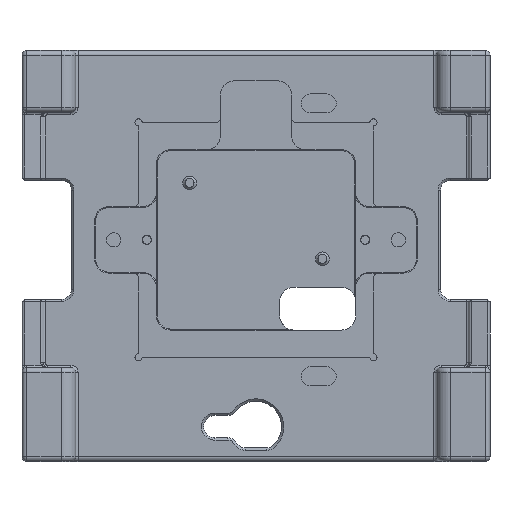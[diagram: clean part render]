
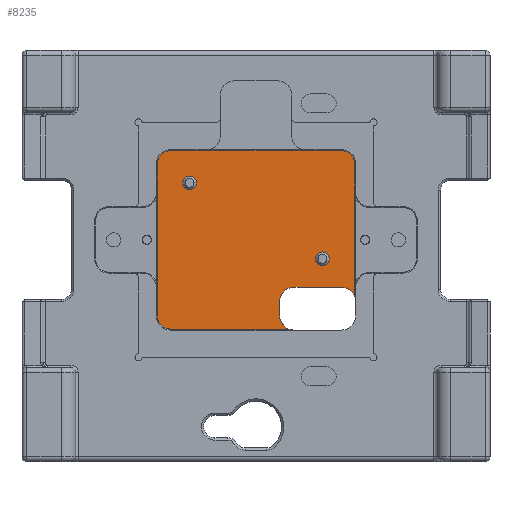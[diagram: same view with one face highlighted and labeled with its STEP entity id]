
A CAD part, front view. The second image highlights one B-rep face of the part: STEP entity #8235.
In plain terms, the highlighted planar face has unit normal (0, -1, 0).
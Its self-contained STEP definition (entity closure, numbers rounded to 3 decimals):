
#195=PLANE('',#9205);
#258=FACE_BOUND('',#1416,.T.);
#259=FACE_BOUND('',#1417,.T.);
#872=FACE_OUTER_BOUND('',#1415,.T.);
#1415=EDGE_LOOP('',(#7357,#7358,#7359,#7360,#7361,#7362,#7363,#7364,#7365,
#7366,#7367,#7368));
#1416=EDGE_LOOP('',(#7369));
#1417=EDGE_LOOP('',(#7370));
#1613=LINE('',#12826,#2228);
#1617=LINE('',#12835,#2232);
#2062=LINE('',#15650,#2677);
#2063=LINE('',#15654,#2678);
#2064=LINE('',#15658,#2679);
#2065=LINE('',#15661,#2680);
#2228=VECTOR('',#9904,1000.);
#2232=VECTOR('',#9910,1000.);
#2677=VECTOR('',#11685,1000.);
#2678=VECTOR('',#11688,1000.);
#2679=VECTOR('',#11691,1000.);
#2680=VECTOR('',#11694,1000.);
#2718=CIRCLE('',#8326,1.45);
#2719=CIRCLE('',#8328,1.45);
#2867=CIRCLE('',#8542,3.);
#2869=CIRCLE('',#8545,3.);
#2871=CIRCLE('',#8548,3.);
#3187=CIRCLE('',#9206,2.8);
#3188=CIRCLE('',#9207,2.8);
#3189=CIRCLE('',#9208,2.8);
#3242=VERTEX_POINT('',#11949);
#3243=VERTEX_POINT('',#11953);
#3478=VERTEX_POINT('',#12824);
#3479=VERTEX_POINT('',#12825);
#3482=VERTEX_POINT('',#12833);
#3483=VERTEX_POINT('',#12834);
#3486=VERTEX_POINT('',#12842);
#3489=VERTEX_POINT('',#12858);
#3948=VERTEX_POINT('',#15649);
#3949=VERTEX_POINT('',#15651);
#3950=VERTEX_POINT('',#15653);
#3951=VERTEX_POINT('',#15655);
#3952=VERTEX_POINT('',#15657);
#3953=VERTEX_POINT('',#15659);
#3985=EDGE_CURVE('',#3242,#3242,#2718,.T.);
#3987=EDGE_CURVE('',#3243,#3243,#2719,.T.);
#4278=EDGE_CURVE('',#3478,#3479,#1613,.T.);
#4282=EDGE_CURVE('',#3482,#3483,#1617,.T.);
#4286=EDGE_CURVE('',#3486,#3482,#2867,.T.);
#4290=EDGE_CURVE('',#3483,#3478,#2869,.T.);
#4292=EDGE_CURVE('',#3479,#3489,#2871,.T.);
#5109=EDGE_CURVE('',#3489,#3948,#2062,.T.);
#5110=EDGE_CURVE('',#3948,#3949,#3187,.T.);
#5111=EDGE_CURVE('',#3949,#3950,#2063,.T.);
#5112=EDGE_CURVE('',#3950,#3951,#3188,.T.);
#5113=EDGE_CURVE('',#3951,#3952,#2064,.T.);
#5114=EDGE_CURVE('',#3952,#3953,#3189,.T.);
#5115=EDGE_CURVE('',#3953,#3486,#2065,.T.);
#7357=ORIENTED_EDGE('',*,*,#4292,.T.);
#7358=ORIENTED_EDGE('',*,*,#5109,.T.);
#7359=ORIENTED_EDGE('',*,*,#5110,.T.);
#7360=ORIENTED_EDGE('',*,*,#5111,.T.);
#7361=ORIENTED_EDGE('',*,*,#5112,.T.);
#7362=ORIENTED_EDGE('',*,*,#5113,.T.);
#7363=ORIENTED_EDGE('',*,*,#5114,.T.);
#7364=ORIENTED_EDGE('',*,*,#5115,.T.);
#7365=ORIENTED_EDGE('',*,*,#4286,.T.);
#7366=ORIENTED_EDGE('',*,*,#4282,.T.);
#7367=ORIENTED_EDGE('',*,*,#4290,.T.);
#7368=ORIENTED_EDGE('',*,*,#4278,.T.);
#7369=ORIENTED_EDGE('',*,*,#3987,.F.);
#7370=ORIENTED_EDGE('',*,*,#3985,.F.);
#8235=ADVANCED_FACE('',(#872,#258,#259),#195,.T.);
#8326=AXIS2_PLACEMENT_3D('',#11951,#9348,#9349);
#8328=AXIS2_PLACEMENT_3D('',#11955,#9353,#9354);
#8542=AXIS2_PLACEMENT_3D('',#12843,#9916,#9917);
#8545=AXIS2_PLACEMENT_3D('',#12855,#9923,#9924);
#8548=AXIS2_PLACEMENT_3D('',#12859,#9929,#9930);
#9205=AXIS2_PLACEMENT_3D('',#15648,#11683,#11684);
#9206=AXIS2_PLACEMENT_3D('',#15652,#11686,#11687);
#9207=AXIS2_PLACEMENT_3D('',#15656,#11689,#11690);
#9208=AXIS2_PLACEMENT_3D('',#15660,#11692,#11693);
#9348=DIRECTION('center_axis',(0.,-1.,0.));
#9349=DIRECTION('ref_axis',(0.,0.,-1.));
#9353=DIRECTION('center_axis',(0.,-1.,0.));
#9354=DIRECTION('ref_axis',(0.,0.,-1.));
#9904=DIRECTION('',(1.,0.,0.));
#9910=DIRECTION('',(0.,0.,1.));
#9916=DIRECTION('center_axis',(0.,1.,0.));
#9917=DIRECTION('ref_axis',(0.,0.,-1.));
#9923=DIRECTION('center_axis',(0.,1.,0.));
#9924=DIRECTION('ref_axis',(0.,0.,-1.));
#9929=DIRECTION('center_axis',(0.,1.,0.));
#9930=DIRECTION('ref_axis',(0.,0.,-1.));
#11683=DIRECTION('center_axis',(0.,-1.,0.));
#11684=DIRECTION('ref_axis',(0.,0.,-1.));
#11685=DIRECTION('',(0.,0.,1.));
#11686=DIRECTION('center_axis',(0.,-1.,0.));
#11687=DIRECTION('ref_axis',(0.,0.,-1.));
#11688=DIRECTION('',(-1.,0.,0.));
#11689=DIRECTION('center_axis',(0.,-1.,0.));
#11690=DIRECTION('ref_axis',(0.,0.,-1.));
#11691=DIRECTION('',(0.,0.,-1.));
#11692=DIRECTION('center_axis',(0.,-1.,0.));
#11693=DIRECTION('ref_axis',(0.,0.,-1.));
#11694=DIRECTION('',(1.,0.,0.));
#11949=CARTESIAN_POINT('',(14.,-3.2,-2.55));
#11951=CARTESIAN_POINT('Origin',(14.,-3.2,-4.));
#11953=CARTESIAN_POINT('',(-14.,-3.2,13.45));
#11955=CARTESIAN_POINT('Origin',(-14.,-3.2,12.));
#12824=CARTESIAN_POINT('',(8.,-3.2,-10.));
#12825=CARTESIAN_POINT('',(18.,-3.2,-10.));
#12826=CARTESIAN_POINT('',(21.,-3.2,-10.));
#12833=CARTESIAN_POINT('',(5.,-3.2,-16.));
#12834=CARTESIAN_POINT('',(5.,-3.2,-13.));
#12835=CARTESIAN_POINT('',(5.,-3.2,-19.));
#12842=CARTESIAN_POINT('',(6.923,-3.2,-18.8));
#12843=CARTESIAN_POINT('Origin',(8.,-3.2,-16.));
#12855=CARTESIAN_POINT('Origin',(8.,-3.2,-13.));
#12858=CARTESIAN_POINT('',(20.8,-3.2,-11.923));
#12859=CARTESIAN_POINT('Origin',(18.,-3.2,-13.));
#15648=CARTESIAN_POINT('Origin',(18.,-3.2,-16.));
#15649=CARTESIAN_POINT('',(20.8,-3.2,16.));
#15650=CARTESIAN_POINT('',(20.8,-3.2,-16.));
#15651=CARTESIAN_POINT('',(18.,-3.2,18.8));
#15652=CARTESIAN_POINT('Origin',(18.,-3.2,16.));
#15653=CARTESIAN_POINT('',(-18.,-3.2,18.8));
#15654=CARTESIAN_POINT('',(18.,-3.2,18.8));
#15655=CARTESIAN_POINT('',(-20.8,-3.2,16.));
#15656=CARTESIAN_POINT('Origin',(-18.,-3.2,16.));
#15657=CARTESIAN_POINT('',(-20.8,-3.2,-16.));
#15658=CARTESIAN_POINT('',(-20.8,-3.2,-16.));
#15659=CARTESIAN_POINT('',(-18.,-3.2,-18.8));
#15660=CARTESIAN_POINT('Origin',(-18.,-3.2,-16.));
#15661=CARTESIAN_POINT('',(18.,-3.2,-18.8));
